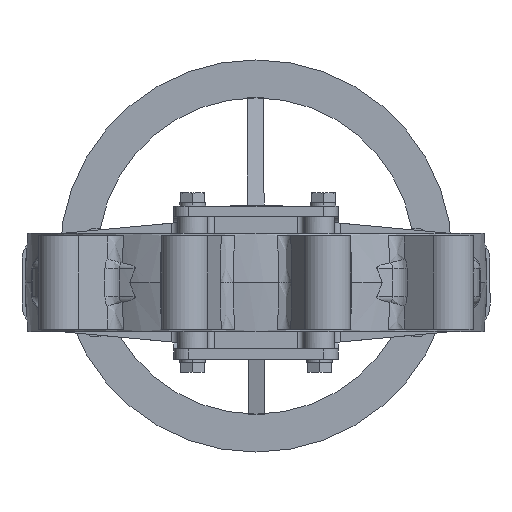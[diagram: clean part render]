
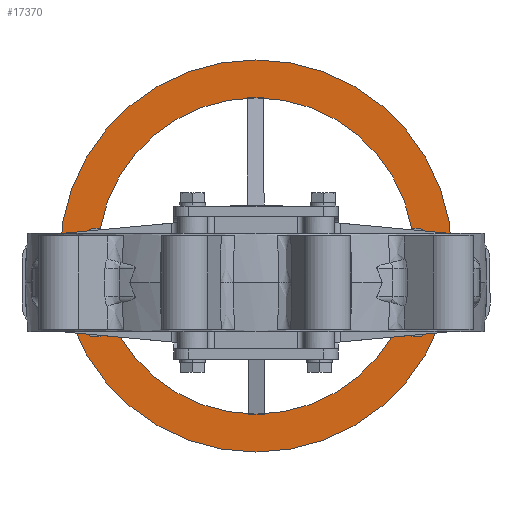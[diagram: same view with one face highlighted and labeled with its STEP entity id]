
A CAD part, front view. The second image highlights one B-rep face of the part: STEP entity #17370.
In plain terms, the highlighted planar face has unit normal (0, -1, 0).
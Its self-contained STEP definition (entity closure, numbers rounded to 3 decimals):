
#226 = AXIS2_PLACEMENT_3D ( 'NONE', #13691, #13690, #13689 ) ;
#435 = VERTEX_POINT ( 'NONE', #47381 ) ;
#466 = VERTEX_POINT ( 'NONE', #47546 ) ;
#467 = VERTEX_POINT ( 'NONE', #47528 ) ;
#488 = VERTEX_POINT ( 'NONE', #47458 ) ;
#3222 = DIRECTION ( 'NONE',  ( 0., 0., -1. ) ) ;
#3232 = DIRECTION ( 'NONE',  ( 0., -1., 0. ) ) ;
#3293 = CARTESIAN_POINT ( 'NONE',  ( 0., 758.5, 21. ) ) ;
#3306 = DIRECTION ( 'NONE',  ( 0., 0., -1. ) ) ;
#3359 = CARTESIAN_POINT ( 'NONE',  ( 0., 758.5, 21. ) ) ;
#3383 = DIRECTION ( 'NONE',  ( 0., -1., 0. ) ) ;
#4943 = EDGE_LOOP ( 'NONE', ( #43766, #43765 ) ) ;
#5216 = EDGE_LOOP ( 'NONE', ( #43763, #43764 ) ) ;
#7184 = CIRCLE ( 'NONE', #7188, 125. ) ;
#7188 = AXIS2_PLACEMENT_3D ( 'NONE', #28398, #28396, #28393 ) ;
#7192 = CIRCLE ( 'NONE', #7207, 155. ) ;
#7207 = AXIS2_PLACEMENT_3D ( 'NONE', #42559, #42558, #42557 ) ;
#7235 = CIRCLE ( 'NONE', #38497, 155. ) ;
#13689 = DIRECTION ( 'NONE',  ( 0., 0., 1. ) ) ;
#13690 = DIRECTION ( 'NONE',  ( 0., 1., 0. ) ) ;
#13691 = CARTESIAN_POINT ( 'NONE',  ( -125., 758.5, 21. ) ) ;
#13692 = PLANE ( 'NONE',  #226 ) ;
#17370 = ADVANCED_FACE ( 'NONE', ( #37451, #37452 ), #13692, .F. ) ;
#18019 = EDGE_CURVE ( 'NONE', #467, #466, #7184, .T. ) ;
#18034 = EDGE_CURVE ( 'NONE', #435, #488, #7192, .T. ) ;
#18050 = EDGE_CURVE ( 'NONE', #488, #435, #7235, .T. ) ;
#18052 = EDGE_CURVE ( 'NONE', #466, #467, #38495, .T. ) ;
#28393 = DIRECTION ( 'NONE',  ( 0., 0., -1. ) ) ;
#28396 = DIRECTION ( 'NONE',  ( 0., -1., 0. ) ) ;
#28398 = CARTESIAN_POINT ( 'NONE',  ( 0., 758.5, 21. ) ) ;
#37451 = FACE_BOUND ( 'NONE', #5216, .T. ) ;
#37452 = FACE_OUTER_BOUND ( 'NONE', #4943, .T. ) ;
#38495 = CIRCLE ( 'NONE', #38502, 125. ) ;
#38497 = AXIS2_PLACEMENT_3D ( 'NONE', #3359, #3383, #3222 ) ;
#38502 = AXIS2_PLACEMENT_3D ( 'NONE', #3293, #3232, #3306 ) ;
#42557 = DIRECTION ( 'NONE',  ( 0., 0., -1. ) ) ;
#42558 = DIRECTION ( 'NONE',  ( 0., -1., 0. ) ) ;
#42559 = CARTESIAN_POINT ( 'NONE',  ( 0., 758.5, 21. ) ) ;
#43763 = ORIENTED_EDGE ( 'NONE', *, *, #18019, .F. ) ;
#43764 = ORIENTED_EDGE ( 'NONE', *, *, #18052, .F. ) ;
#43765 = ORIENTED_EDGE ( 'NONE', *, *, #18050, .T. ) ;
#43766 = ORIENTED_EDGE ( 'NONE', *, *, #18034, .T. ) ;
#47381 = CARTESIAN_POINT ( 'NONE',  ( 0., 758.5, -134. ) ) ;
#47458 = CARTESIAN_POINT ( 'NONE',  ( 0., 758.5, 176. ) ) ;
#47528 = CARTESIAN_POINT ( 'NONE',  ( 0., 758.5, 146. ) ) ;
#47546 = CARTESIAN_POINT ( 'NONE',  ( 0., 758.5, -104. ) ) ;
